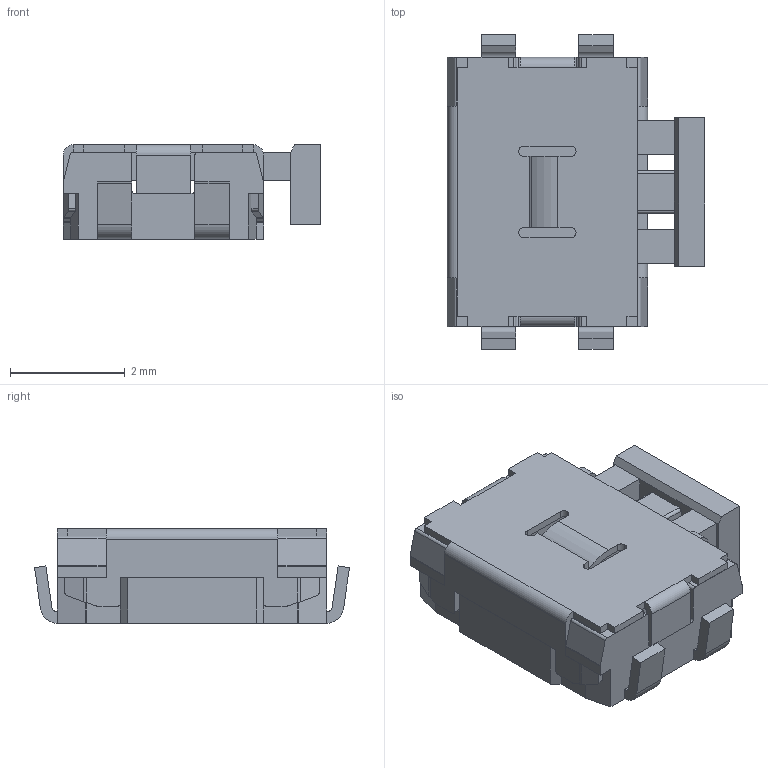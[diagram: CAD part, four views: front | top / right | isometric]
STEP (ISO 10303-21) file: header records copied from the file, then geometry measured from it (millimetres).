
FILE_DESCRIPTION (( 'STEP AP214' ), '1' );
FILE_NAME ('WURTH-TACTILE-434353045816.STEP', '2015-04-08T16:32:41', ( '' ), ( '' ), 'SwSTEP 2.0', 'SolidWorks 2014', '' );
FILE_SCHEMA (( 'AUTOMOTIVE_DESIGN' ));
Length unit declared in the file: millimetre
Products named in the file (8): 43695_06; 43695_03; 43695_01; 43695_05; WURTH-TACTILE-434353045816; 43695_07; 43695_04; 43695_02
Assembly tree (7 placements, depth 2):
  WURTH-TACTILE-434353045816
    43695_01
    43695_02
    43695_03
    43695_04
    43695_05
    43695_06
    43695_07
Bounding box: 4.5 x 5.5 x 1.65 mm (x, y, z)
Volume: 16.6 mm3; surface area: 153.6 mm2
Topology: 6 solids, 7 shells, 327 faces, 882 edges, 572 vertices
Faces by surface type: plane 247, cylinder 71, bspline 7, torus 2
Entity records: 11815 total; most frequent: CARTESIAN_POINT 1998, ORIENTED_EDGE 1762, DIRECTION 1675, EDGE_CURVE 882, LINE 729, VECTOR 729, VERTEX_POINT 572, AXIS2_PLACEMENT_3D 473
